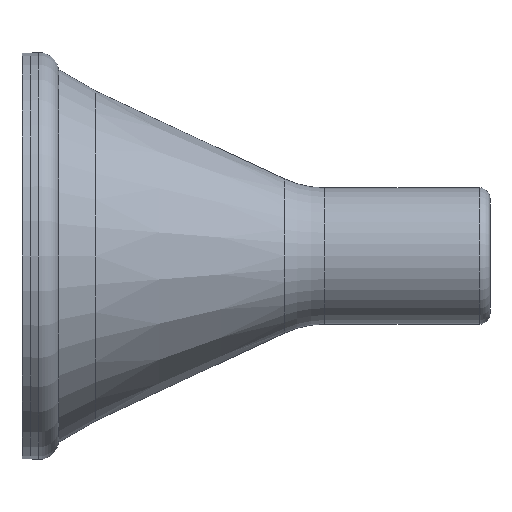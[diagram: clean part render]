
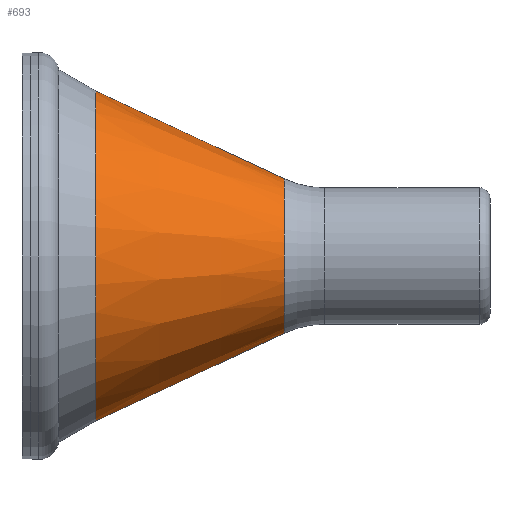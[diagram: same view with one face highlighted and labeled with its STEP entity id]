
A CAD part, left-side view. The second image highlights one B-rep face of the part: STEP entity #693.
In plain terms, the highlighted conical face has half-angle 25 degrees and reference radius 3.81 mm.
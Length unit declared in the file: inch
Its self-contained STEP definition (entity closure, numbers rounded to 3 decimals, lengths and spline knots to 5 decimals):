
#14 = DIRECTION ( 'NONE',  ( 0., 0.906, 0.423 ) ) ;
#40 = AXIS2_PLACEMENT_3D ( 'NONE', #95, #70, #726 ) ;
#59 = DIRECTION ( 'NONE',  ( 0., 1., 0. ) ) ;
#70 = DIRECTION ( 'NONE',  ( 0., 1., 0. ) ) ;
#95 = CARTESIAN_POINT ( 'NONE',  ( 0., -2.61886, 0. ) ) ;
#99 = CARTESIAN_POINT ( 'NONE',  ( 0., 0.38114, -1.54892 ) ) ;
#139 = AXIS2_PLACEMENT_3D ( 'NONE', #884, #590, #658 ) ;
#182 = LINE ( 'NONE', #886, #679 ) ;
#309 = CARTESIAN_POINT ( 'NONE',  ( 0., -1.38722, -0.72432 ) ) ;
#317 = VERTEX_POINT ( 'NONE', #309 ) ;
#319 = EDGE_CURVE ( 'NONE', #317, #793, #557, .T. ) ;
#336 = DIRECTION ( 'NONE',  ( 0., 0.906, -0.423 ) ) ;
#353 = LINE ( 'NONE', #511, #795 ) ;
#431 = AXIS2_PLACEMENT_3D ( 'NONE', #951, #59, #944 ) ;
#441 = EDGE_CURVE ( 'NONE', #549, #869, #808, .T. ) ;
#511 = CARTESIAN_POINT ( 'NONE',  ( 0., -2.61886, 0.15 ) ) ;
#548 = CARTESIAN_POINT ( 'NONE',  ( 0., -1.38722, 0.72432 ) ) ;
#549 = VERTEX_POINT ( 'NONE', #759 ) ;
#557 = CIRCLE ( 'NONE', #431, 0.72432 ) ;
#590 = DIRECTION ( 'NONE',  ( 0., -1., 0. ) ) ;
#658 = DIRECTION ( 'NONE',  ( 0., 0., -1. ) ) ;
#679 = VECTOR ( 'NONE', #336, 39.37008 ) ;
#693 = ADVANCED_FACE ( 'NONE', ( #703 ), #863, .T. ) ;
#703 = FACE_OUTER_BOUND ( 'NONE', #794, .T. ) ;
#712 = ORIENTED_EDGE ( 'NONE', *, *, #955, .F. ) ;
#726 = DIRECTION ( 'NONE',  ( 0., 0., 1. ) ) ;
#759 = CARTESIAN_POINT ( 'NONE',  ( 0., 0.38114, 1.54892 ) ) ;
#760 = ORIENTED_EDGE ( 'NONE', *, *, #977, .T. ) ;
#784 = ORIENTED_EDGE ( 'NONE', *, *, #319, .T. ) ;
#793 = VERTEX_POINT ( 'NONE', #548 ) ;
#794 = EDGE_LOOP ( 'NONE', ( #712, #784, #760, #866 ) ) ;
#795 = VECTOR ( 'NONE', #14, 39.37008 ) ;
#808 = CIRCLE ( 'NONE', #139, 1.54892 ) ;
#863 = CONICAL_SURFACE ( 'NONE', #40, 0.15, 0.436 ) ;
#866 = ORIENTED_EDGE ( 'NONE', *, *, #441, .T. ) ;
#869 = VERTEX_POINT ( 'NONE', #99 ) ;
#884 = CARTESIAN_POINT ( 'NONE',  ( 0., 0.38114, 0. ) ) ;
#886 = CARTESIAN_POINT ( 'NONE',  ( 0., -2.61886, -0.15 ) ) ;
#944 = DIRECTION ( 'NONE',  ( 0., 0., 1. ) ) ;
#951 = CARTESIAN_POINT ( 'NONE',  ( 0., -1.38722, 0. ) ) ;
#955 = EDGE_CURVE ( 'NONE', #317, #869, #182, .T. ) ;
#977 = EDGE_CURVE ( 'NONE', #793, #549, #353, .T. ) ;
